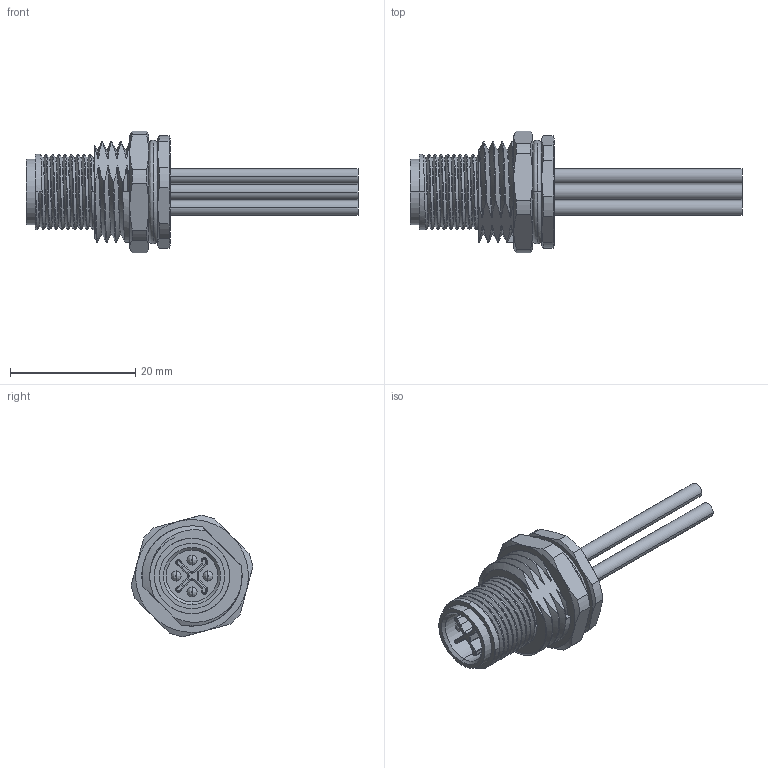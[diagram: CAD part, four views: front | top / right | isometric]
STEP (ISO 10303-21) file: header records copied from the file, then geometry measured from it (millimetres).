
FILE_DESCRIPTION (( 'STEP AP203' ), '1' );
FILE_NAME ('P195.STEP', '2020-03-31T06:38:24', ( 'edpusr' ), ( 'Microsoft' ), 'SwSTEP 2.0', 'SolidWorks 2015', '' );
FILE_SCHEMA (( 'CONFIG_CONTROL_DESIGN' ));
Length unit declared in the file: millimetre
Products named in the file (1): P195
Bounding box: 53 x 19.39 x 19.39 mm (x, y, z)
Volume: 3831.6 mm3; surface area: 3527.7 mm2
Topology: 2 solids, 2 shells, 263 faces, 642 edges, 392 vertices
Faces by surface type: cylinder 113, bspline 69, plane 53, cone 28
Entity records: 13254 total; most frequent: CARTESIAN_POINT 7674, ORIENTED_EDGE 1272, DIRECTION 1031, EDGE_CURVE 636, AXIS2_PLACEMENT_3D 406, VERTEX_POINT 392, EDGE_LOOP 278, FACE_OUTER_BOUND 263
